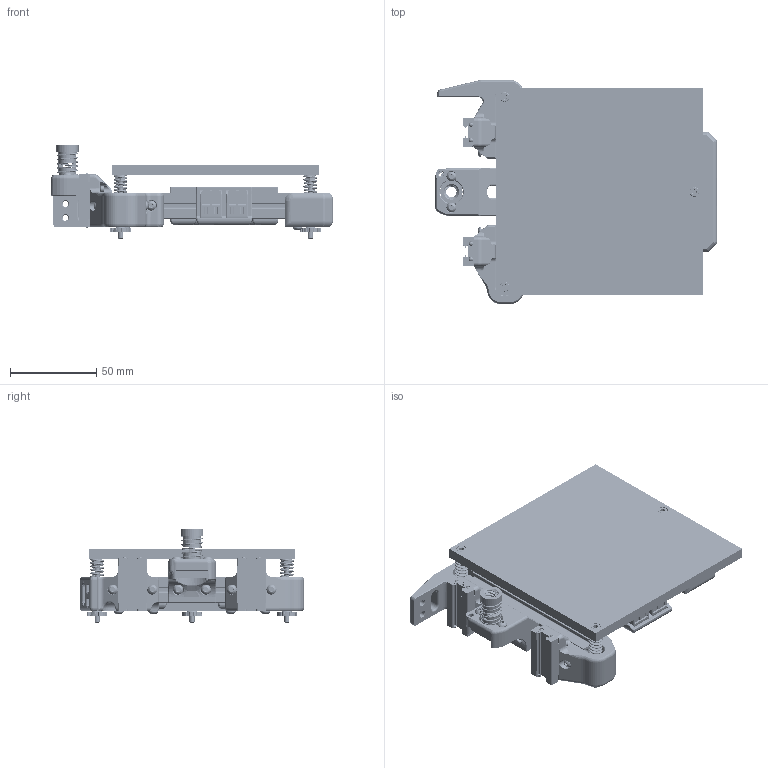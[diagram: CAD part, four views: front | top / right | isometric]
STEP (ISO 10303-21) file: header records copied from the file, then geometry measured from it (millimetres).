
FILE_DESCRIPTION(/* description */ (''),/* implementation_level */ '2;1');
FILE_NAME(/* name */ 'v0_bed_wagos.step',/* time_stamp */ '2020-11-28T12:19:41-06:00',/* author */ (''),/* organization */ (''),/* preprocessor_version */ 'ST-DEVELOPER v18.1',/* originating_system */ 'Autodesk Translation Framework v9.3.0.1241',/* authorisation */ '');
FILE_SCHEMA (('AUTOMOTIVE_DESIGN { 1 0 10303 214 3 1 1 }'));
Products named in the file (27): v0_bed_wago Copy; v0_bed_4_wago v2; 221-412 v1 (1); 221-412 v1 (2); 221-412 v1 (3); 221-412 v1; V0_Assembly_Rev2_Bed_Assembly v1; t8 nut block; 1515 - 160mm; Build Plate.step-1; MIC6 Plate 120x120mm.step-1; M3 Locknut (1).step-1; M3x40 SHCS.step-1; front_bed_mount; rear bed mount; rear_bed_mountR; TR8_8_Antibacklash_Nut; 1515 - 160mm (1); M3x8 BHCS_92095A201; yellow dia spring; MGN7-H___ _________; M3_Thumb_Nut; M3x12 BHCS; M2x8 SHCS; v0_bed_2_wago v2; 221-412 v1 (4); 221-412 v1 (5)
Assembly tree (59 placements, depth 4):
  v0_bed_wago Copy
    v0_bed_4_wago v2
      221-412 v1 (1)
      221-412 v1 (2)
      221-412 v1 (3)
      221-412 v1
    V0_Assembly_Rev2_Bed_Assembly v1
      t8 nut block
      1515 - 160mm
      1515 - 160mm (1)  x2
      Build Plate.step-1
        MIC6 Plate 120x120mm.step-1
        M3 Locknut (1).step-1  x3
        M3x40 SHCS.step-1  x3
      front_bed_mount
      rear bed mount
      rear_bed_mountR
      M3x12 BHCS  x10
      M3x8 BHCS_92095A201  x8
      yellow dia spring  x3
      M2x8 SHCS  x8
      MGN7-H___ _________  x2
      M3_Thumb_Nut  x3
      TR8_8_Antibacklash_Nut
    v0_bed_2_wago v2
      221-412 v1 (4)
      221-412 v1 (5)
Bounding box: 163.3 x 130 x 54.55 mm (x, y, z)
Volume: 234066.2 mm3; surface area: 145561.2 mm2
Topology: 77 solids, 77 shells, 3714 faces, 9400 edges, 5893 vertices
Faces by surface type: plane 1819, cylinder 1170, cone 446, bspline 187, torus 57, sphere 35
Full cylindrical faces by diameter (mm): 0.8 x8, 2 x18, 2.4 x8, 2.459 x3, 2.538 x3, 2.55 x17, 2.659 x8, 3 x32, 3.352 x3, 3.4 x25, 3.8 x8, 4.2 x4, 5.5 x3, 5.7 x18, 5.8 x7, 6 x10, 8 x4, 9 x1, 10.3 x2, 13 x1
Entity records: 188520 total; most frequent: CARTESIAN_POINT 122373, ORIENTED_EDGE 13736, DIRECTION 13349, EDGE_CURVE 6868, AXIS2_PLACEMENT_3D 4623, VERTEX_POINT 4333, LINE 4103, VECTOR 4103
